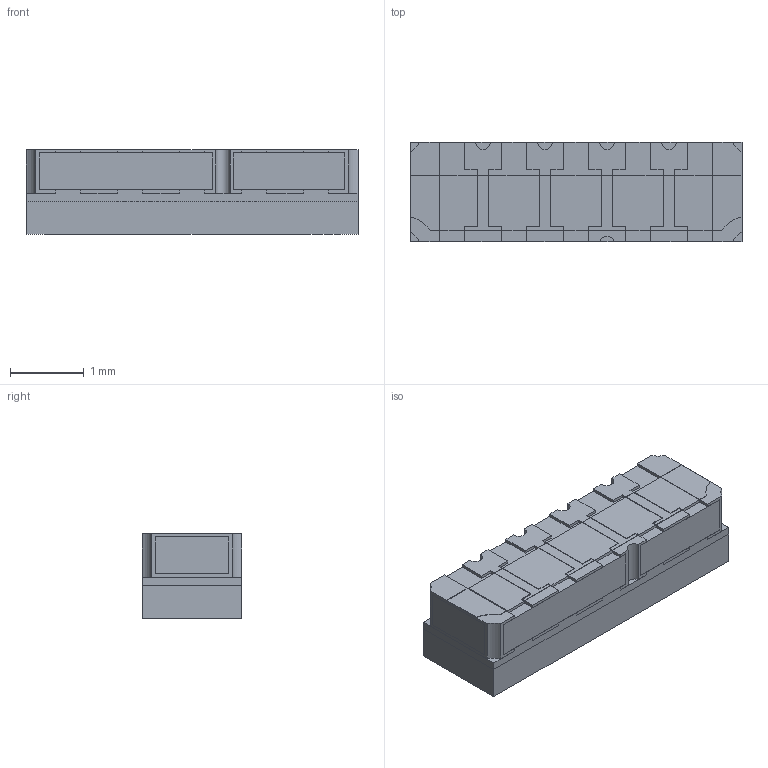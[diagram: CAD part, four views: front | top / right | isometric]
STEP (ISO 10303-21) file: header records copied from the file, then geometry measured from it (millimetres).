
FILE_DESCRIPTION(('CoCreate Modeling STEP Export'),'2;1');
FILE_NAME('1318F.stp','2012-09-26T13:15:28',(''),(''),'CoCreate Modeling STEP processor for AP214 (Solid Model)','CoCreate Modeling 17.0 01-Apr-2010 (C) Parametric Technology GmbH','');
FILE_SCHEMA(('AUTOMOTIVE_DESIGN { 1 0 10303 214 1 1 1 1 }'));
Length unit declared in the file: millimetre
Products named in the file (14): jushi; lamphouse; p1; p1.1; p1.10; p1.2; p1.3; p1.6; p1.7; p1.8; p1.9; pwb; rejist; secchaku
Bounding box: 4.5 x 1.35 x 1.15 mm (x, y, z)
Volume: 6.8 mm3; surface area: 75.5 mm2
Topology: 11 solids, 11 shells, 338 faces, 961 edges, 638 vertices
Faces by surface type: plane 293, cylinder 43, sphere 2
Entity records: 10340 total; most frequent: ORIENTED_EDGE 1918, CARTESIAN_POINT 1762, DIRECTION 1461, EDGE_CURVE 959, VECTOR 787, LINE 787, VERTEX_POINT 638, EDGE_LOOP 343
